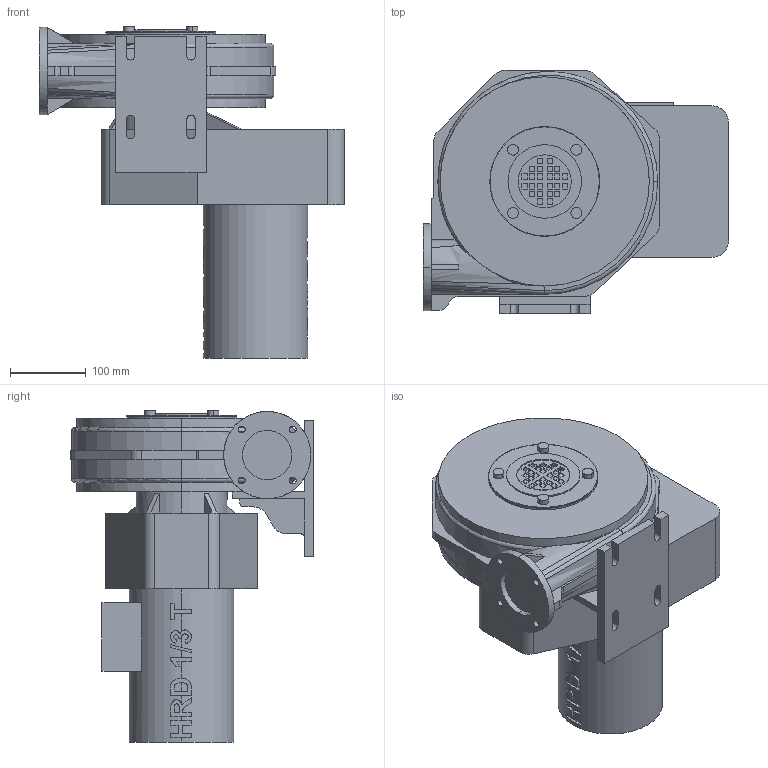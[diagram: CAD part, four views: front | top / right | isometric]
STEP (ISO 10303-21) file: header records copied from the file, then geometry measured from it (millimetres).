
FILE_DESCRIPTION((''),'2;1');
FILE_NAME('TB-1426A-A03.stp','2006-01-18T12:09:46',('Kraft'),(''),'Autodesk Inventor 7','Autodesk Inventor 7','');
FILE_SCHEMA(('AUTOMOTIVE_DESIGN { 1 0 10303 214 1 1 1 1 }'));
Length unit declared in the file: millimetre
Products named in the file (1): TB-1426A
Bounding box: 402.5 x 320.5 x 437.9 mm (x, y, z)
Volume: 16524988.2 mm3; surface area: 656727.8 mm2
Topology: 1 solids, 9 shells, 532 faces, 1471 edges, 964 vertices
Faces by surface type: plane 266, bspline 183, cylinder 71, torus 8, cone 4
Entity records: 18560 total; most frequent: CARTESIAN_POINT 5576, ORIENTED_EDGE 2910, DIRECTION 2291, EDGE_CURVE 1455, VERTEX_POINT 964, VECTOR 947, LINE 947, AXIS2_PLACEMENT_3D 672
